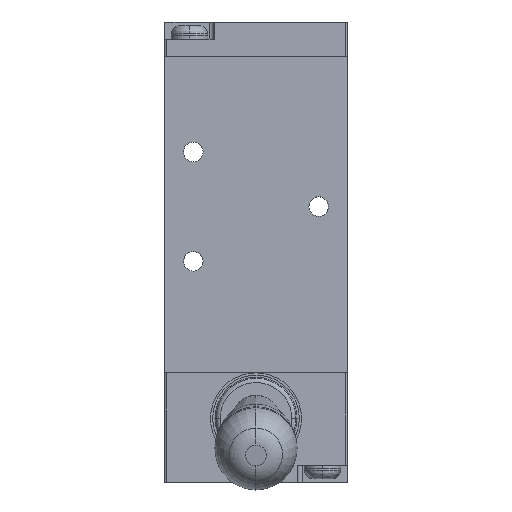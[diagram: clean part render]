
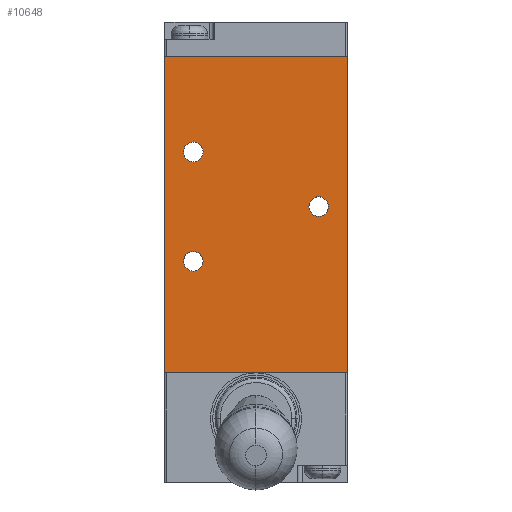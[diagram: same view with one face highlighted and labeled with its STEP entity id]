
A CAD part, top view. The second image highlights one B-rep face of the part: STEP entity #10648.
In plain terms, the highlighted planar face has unit normal (0, 0, 1).
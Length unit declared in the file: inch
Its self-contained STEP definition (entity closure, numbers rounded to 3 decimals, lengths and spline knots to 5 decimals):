
#96 = VERTEX_POINT ( 'NONE', #1432 ) ;
#122 = CARTESIAN_POINT ( 'NONE',  ( 0.62598, 1.43701, 0.5315 ) ) ;
#152 = VERTEX_POINT ( 'NONE', #10105 ) ;
#170 = EDGE_CURVE ( 'NONE', #3384, #5287, #6496, .T. ) ;
#305 = DIRECTION ( 'NONE',  ( 1., 0., 0. ) ) ;
#344 = DIRECTION ( 'NONE',  ( 0., 0., -1. ) ) ;
#392 = CARTESIAN_POINT ( 'NONE',  ( 0.7874, 2.73622, 0.5315 ) ) ;
#775 = CIRCLE ( 'NONE', #1392, 0.08465 ) ;
#805 = ORIENTED_EDGE ( 'NONE', *, *, #5295, .T. ) ;
#1210 = CARTESIAN_POINT ( 'NONE',  ( -0.54134, 1.90945, 0.5315 ) ) ;
#1240 = AXIS2_PLACEMENT_3D ( 'NONE', #2865, #2080, #8123 ) ;
#1254 = CIRCLE ( 'NONE', #5509, 0.08465 ) ;
#1270 = LINE ( 'NONE', #3347, #8614 ) ;
#1334 = ORIENTED_EDGE ( 'NONE', *, *, #10055, .T. ) ;
#1392 = AXIS2_PLACEMENT_3D ( 'NONE', #3825, #9838, #4679 ) ;
#1432 = CARTESIAN_POINT ( 'NONE',  ( -0.7874, 0., 0.5315 ) ) ;
#1635 = ORIENTED_EDGE ( 'NONE', *, *, #3687, .T. ) ;
#1697 = AXIS2_PLACEMENT_3D ( 'NONE', #2483, #4113, #11021 ) ;
#1961 = CARTESIAN_POINT ( 'NONE',  ( 0.45669, 1.43701, 0.5315 ) ) ;
#2080 = DIRECTION ( 'NONE',  ( 0., 0., 1. ) ) ;
#2320 = DIRECTION ( 'NONE',  ( 0., 0., -1. ) ) ;
#2442 = FACE_BOUND ( 'NONE', #5234, .T. ) ;
#2477 = ORIENTED_EDGE ( 'NONE', *, *, #6393, .T. ) ;
#2483 = CARTESIAN_POINT ( 'NONE',  ( -0.54134, 1.90945, 0.5315 ) ) ;
#2591 = VERTEX_POINT ( 'NONE', #122 ) ;
#2695 = CARTESIAN_POINT ( 'NONE',  ( -0.62598, 1.90945, 0.5315 ) ) ;
#2759 = CARTESIAN_POINT ( 'NONE',  ( -0.45669, 0.96457, 0.5315 ) ) ;
#2865 = CARTESIAN_POINT ( 'NONE',  ( 0., 0., 0.5315 ) ) ;
#2948 = CIRCLE ( 'NONE', #6897, 0.08465 ) ;
#3318 = CARTESIAN_POINT ( 'NONE',  ( 0.7874, 0., 0.5315 ) ) ;
#3324 = CARTESIAN_POINT ( 'NONE',  ( -0.54134, 0.96457, 0.5315 ) ) ;
#3347 = CARTESIAN_POINT ( 'NONE',  ( 0.7874, 0., 0.5315 ) ) ;
#3384 = VERTEX_POINT ( 'NONE', #2759 ) ;
#3479 = ORIENTED_EDGE ( 'NONE', *, *, #6618, .T. ) ;
#3687 = EDGE_CURVE ( 'NONE', #5510, #9961, #1270, .T. ) ;
#3747 = DIRECTION ( 'NONE',  ( 1., 0., 0. ) ) ;
#3772 = ORIENTED_EDGE ( 'NONE', *, *, #8911, .T. ) ;
#3825 = CARTESIAN_POINT ( 'NONE',  ( -0.54134, 0.96457, 0.5315 ) ) ;
#3906 = CARTESIAN_POINT ( 'NONE',  ( 0.54134, 1.43701, 0.5315 ) ) ;
#4113 = DIRECTION ( 'NONE',  ( 0., 0., -1. ) ) ;
#4679 = DIRECTION ( 'NONE',  ( 1., 0., 0. ) ) ;
#4716 = CARTESIAN_POINT ( 'NONE',  ( -0.7874, 0., 0.5315 ) ) ;
#4735 = EDGE_CURVE ( 'NONE', #5253, #2591, #6255, .T. ) ;
#5031 = EDGE_LOOP ( 'NONE', ( #1334, #5508 ) ) ;
#5234 = EDGE_LOOP ( 'NONE', ( #7761, #2477 ) ) ;
#5253 = VERTEX_POINT ( 'NONE', #1961 ) ;
#5287 = VERTEX_POINT ( 'NONE', #7260 ) ;
#5295 = EDGE_CURVE ( 'NONE', #5287, #3384, #775, .T. ) ;
#5503 = DIRECTION ( 'NONE',  ( 0., 0., -1. ) ) ;
#5504 = AXIS2_PLACEMENT_3D ( 'NONE', #3906, #5503, #9914 ) ;
#5508 = ORIENTED_EDGE ( 'NONE', *, *, #4735, .T. ) ;
#5509 = AXIS2_PLACEMENT_3D ( 'NONE', #10588, #344, #305 ) ;
#5510 = VERTEX_POINT ( 'NONE', #3318 ) ;
#5604 = DIRECTION ( 'NONE',  ( 1., 0., 0. ) ) ;
#5619 = VECTOR ( 'NONE', #9711, 39.37008 ) ;
#5641 = DIRECTION ( 'NONE',  ( 0., 0., -1. ) ) ;
#5669 = ORIENTED_EDGE ( 'NONE', *, *, #10701, .T. ) ;
#5689 = CARTESIAN_POINT ( 'NONE',  ( -0.45669, 1.90945, 0.5315 ) ) ;
#5775 = FACE_BOUND ( 'NONE', #9890, .T. ) ;
#5870 = VERTEX_POINT ( 'NONE', #5689 ) ;
#6255 = CIRCLE ( 'NONE', #5504, 0.08465 ) ;
#6289 = VECTOR ( 'NONE', #3747, 39.37008 ) ;
#6299 = FACE_OUTER_BOUND ( 'NONE', #9359, .T. ) ;
#6393 = EDGE_CURVE ( 'NONE', #11086, #5870, #10056, .T. ) ;
#6420 = VECTOR ( 'NONE', #7510, 39.37008 ) ;
#6496 = CIRCLE ( 'NONE', #8114, 0.08465 ) ;
#6618 = EDGE_CURVE ( 'NONE', #9961, #152, #10185, .T. ) ;
#6683 = EDGE_CURVE ( 'NONE', #5870, #11086, #2948, .T. ) ;
#6867 = ORIENTED_EDGE ( 'NONE', *, *, #170, .T. ) ;
#6897 = AXIS2_PLACEMENT_3D ( 'NONE', #1210, #5641, #5604 ) ;
#7260 = CARTESIAN_POINT ( 'NONE',  ( -0.62598, 0.96457, 0.5315 ) ) ;
#7499 = LINE ( 'NONE', #10094, #6420 ) ;
#7510 = DIRECTION ( 'NONE',  ( 0., -1., 0. ) ) ;
#7761 = ORIENTED_EDGE ( 'NONE', *, *, #6683, .T. ) ;
#7967 = PLANE ( 'NONE',  #1240 ) ;
#8114 = AXIS2_PLACEMENT_3D ( 'NONE', #3324, #2320, #10921 ) ;
#8123 = DIRECTION ( 'NONE',  ( 1., 0., 0. ) ) ;
#8387 = DIRECTION ( 'NONE',  ( 0., 1., 0. ) ) ;
#8584 = FACE_BOUND ( 'NONE', #5031, .T. ) ;
#8614 = VECTOR ( 'NONE', #8387, 39.37008 ) ;
#8911 = EDGE_CURVE ( 'NONE', #152, #96, #7499, .T. ) ;
#9339 = CARTESIAN_POINT ( 'NONE',  ( 0.7874, 2.73622, 0.5315 ) ) ;
#9359 = EDGE_LOOP ( 'NONE', ( #5669, #1635, #3479, #3772 ) ) ;
#9711 = DIRECTION ( 'NONE',  ( -1., 0., 0. ) ) ;
#9838 = DIRECTION ( 'NONE',  ( 0., 0., -1. ) ) ;
#9890 = EDGE_LOOP ( 'NONE', ( #6867, #805 ) ) ;
#9914 = DIRECTION ( 'NONE',  ( 1., 0., 0. ) ) ;
#9961 = VERTEX_POINT ( 'NONE', #9339 ) ;
#10055 = EDGE_CURVE ( 'NONE', #2591, #5253, #1254, .T. ) ;
#10056 = CIRCLE ( 'NONE', #1697, 0.08465 ) ;
#10094 = CARTESIAN_POINT ( 'NONE',  ( -0.7874, 2.73622, 0.5315 ) ) ;
#10105 = CARTESIAN_POINT ( 'NONE',  ( -0.7874, 2.73622, 0.5315 ) ) ;
#10185 = LINE ( 'NONE', #392, #5619 ) ;
#10588 = CARTESIAN_POINT ( 'NONE',  ( 0.54134, 1.43701, 0.5315 ) ) ;
#10595 = LINE ( 'NONE', #4716, #6289 ) ;
#10648 = ADVANCED_FACE ( 'NONE', ( #6299, #8584, #2442, #5775 ), #7967, .T. ) ;
#10701 = EDGE_CURVE ( 'NONE', #96, #5510, #10595, .T. ) ;
#10921 = DIRECTION ( 'NONE',  ( 1., 0., 0. ) ) ;
#11021 = DIRECTION ( 'NONE',  ( 1., 0., 0. ) ) ;
#11086 = VERTEX_POINT ( 'NONE', #2695 ) ;
